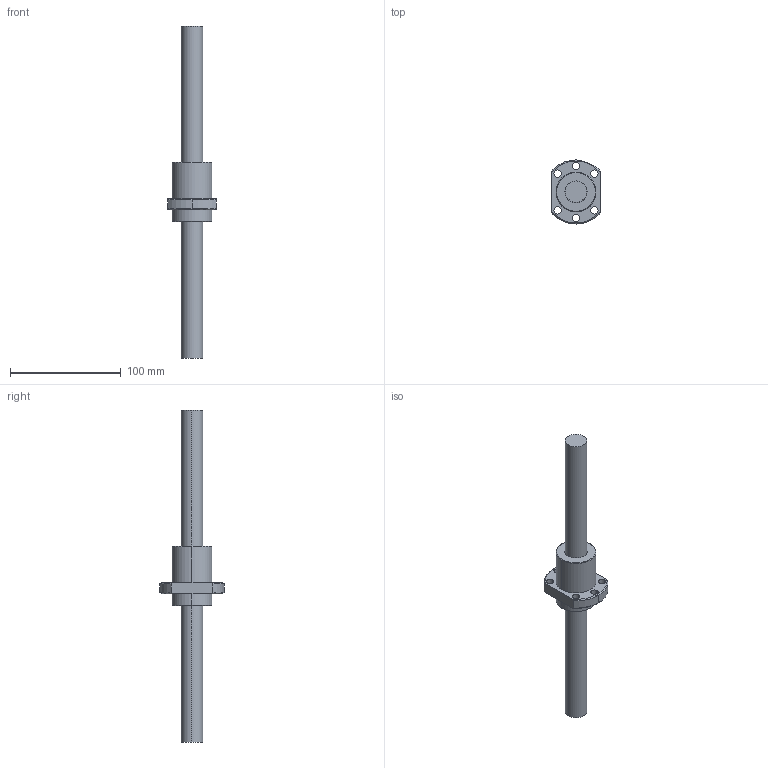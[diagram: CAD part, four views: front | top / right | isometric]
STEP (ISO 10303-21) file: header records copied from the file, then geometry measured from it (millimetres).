
FILE_DESCRIPTION (( 'STEP AP203' ), '1' );
FILE_NAME ('SDH2020.STEP', '2014-07-02T04:05:45', ( 'woni' ), ( '' ), 'SwSTEP 2.0', 'SolidWorks 2013', '' );
FILE_SCHEMA (( 'CONFIG_CONTROL_DESIGN' ));
Length unit declared in the file: millimetre
Products named in the file (3): SDH2020; RM2020
Assembly tree (2 placements, depth 2):
  SDH2020
    RM2020
    SDH2020
Bounding box: 44 x 57.99 x 300 mm (x, y, z)
Volume: 138587.9 mm3; surface area: 34002.5 mm2
Topology: 2 solids, 2 shells, 47 faces, 117 edges, 76 vertices
Faces by surface type: cylinder 28, cone 10, plane 9
Entity records: 1852 total; most frequent: CARTESIAN_POINT 369, DIRECTION 265, ORIENTED_EDGE 234, EDGE_CURVE 117, AXIS2_PLACEMENT_3D 112, VERTEX_POINT 76, EDGE_LOOP 65, CIRCLE 60
